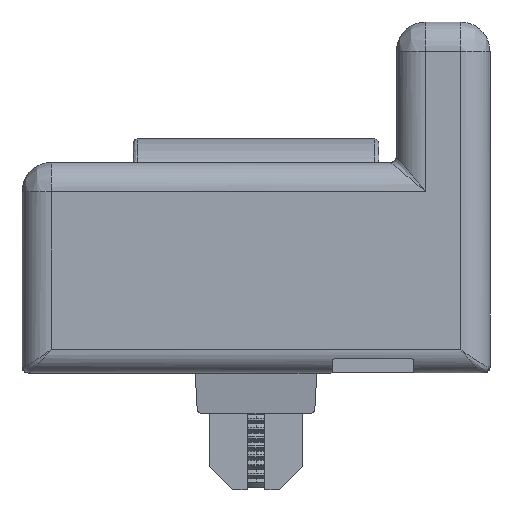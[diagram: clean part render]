
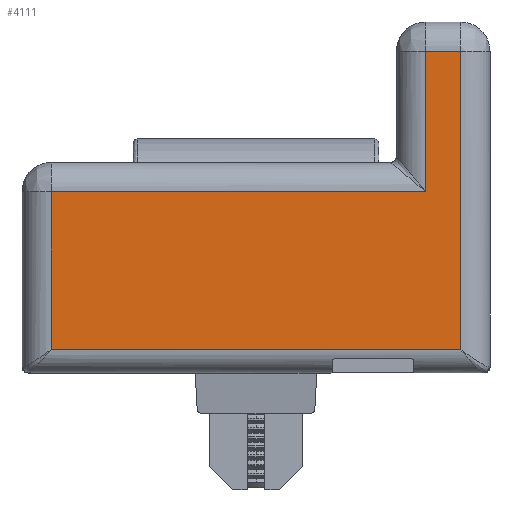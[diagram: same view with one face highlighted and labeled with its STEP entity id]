
A CAD part, left-side view. The second image highlights one B-rep face of the part: STEP entity #4111.
In plain terms, the highlighted planar face has unit normal (-1, 0, 0).
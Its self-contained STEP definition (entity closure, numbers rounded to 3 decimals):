
#216 = CARTESIAN_POINT ( 'NONE',  ( -40., -17.5, 25.5 ) ) ;
#746 = VECTOR ( 'NONE', #12633, 1000. ) ;
#759 = LINE ( 'NONE', #4964, #8894 ) ;
#988 = EDGE_CURVE ( 'NONE', #11311, #11234, #759, .T. ) ;
#1526 = EDGE_CURVE ( 'NONE', #11234, #11119, #7968, .T. ) ;
#1747 = CARTESIAN_POINT ( 'NONE',  ( -40., -17.5, 0. ) ) ;
#1812 = DIRECTION ( 'NONE',  ( 0., 0., -1. ) ) ;
#1825 = DIRECTION ( 'NONE',  ( 0., 1., 0. ) ) ;
#2020 = EDGE_LOOP ( 'NONE', ( #5494, #6807, #4456, #10473, #7854, #8180 ) ) ;
#2236 = FACE_OUTER_BOUND ( 'NONE', #2020, .T. ) ;
#2470 = CARTESIAN_POINT ( 'NONE',  ( -40., 17.5, 13.5 ) ) ;
#2582 = VECTOR ( 'NONE', #4082, 1000. ) ;
#2584 = CARTESIAN_POINT ( 'NONE',  ( -40., 20., 25.5 ) ) ;
#2594 = VERTEX_POINT ( 'NONE', #10370 ) ;
#2888 = CARTESIAN_POINT ( 'NONE',  ( -40., -17.5, 16. ) ) ;
#3193 = CARTESIAN_POINT ( 'NONE',  ( -40., 20., 13.5 ) ) ;
#3371 = VECTOR ( 'NONE', #7726, 1000. ) ;
#4082 = DIRECTION ( 'NONE',  ( 0., -1., 0. ) ) ;
#4111 = ADVANCED_FACE ( 'NONE', ( #2236 ), #6358, .F. ) ;
#4456 = ORIENTED_EDGE ( 'NONE', *, *, #7230, .F. ) ;
#4495 = CARTESIAN_POINT ( 'NONE',  ( -40., 17.5, 16. ) ) ;
#4921 = VECTOR ( 'NONE', #12642, 1000. ) ;
#4964 = CARTESIAN_POINT ( 'NONE',  ( -40., -20., 0. ) ) ;
#5494 = ORIENTED_EDGE ( 'NONE', *, *, #12118, .F. ) ;
#5900 = DIRECTION ( 'NONE',  ( 1., 0., 0. ) ) ;
#5940 = CARTESIAN_POINT ( 'NONE',  ( -40., 17.5, 0. ) ) ;
#5957 = EDGE_CURVE ( 'NONE', #2594, #10142, #6200, .T. ) ;
#6086 = AXIS2_PLACEMENT_3D ( 'NONE', #6744, #5900, #1825 ) ;
#6097 = DIRECTION ( 'NONE',  ( 0., 1., 0. ) ) ;
#6200 = LINE ( 'NONE', #11614, #746 ) ;
#6358 = PLANE ( 'NONE',  #6086 ) ;
#6410 = VECTOR ( 'NONE', #1812, 1000. ) ;
#6744 = CARTESIAN_POINT ( 'NONE',  ( -40., 20., 16. ) ) ;
#6807 = ORIENTED_EDGE ( 'NONE', *, *, #5957, .F. ) ;
#7230 = EDGE_CURVE ( 'NONE', #11119, #2594, #12779, .T. ) ;
#7538 = LINE ( 'NONE', #2888, #6410 ) ;
#7548 = EDGE_CURVE ( 'NONE', #12701, #11311, #7538, .T. ) ;
#7726 = DIRECTION ( 'NONE',  ( 0., -1., 0. ) ) ;
#7854 = ORIENTED_EDGE ( 'NONE', *, *, #988, .F. ) ;
#7968 = LINE ( 'NONE', #4495, #4921 ) ;
#8180 = ORIENTED_EDGE ( 'NONE', *, *, #7548, .F. ) ;
#8844 = CARTESIAN_POINT ( 'NONE',  ( -40., -14.5, 25.5 ) ) ;
#8894 = VECTOR ( 'NONE', #6097, 1000. ) ;
#9754 = LINE ( 'NONE', #2584, #3371 ) ;
#10142 = VERTEX_POINT ( 'NONE', #8844 ) ;
#10370 = CARTESIAN_POINT ( 'NONE',  ( -40., -14.5, 13.5 ) ) ;
#10473 = ORIENTED_EDGE ( 'NONE', *, *, #1526, .F. ) ;
#11119 = VERTEX_POINT ( 'NONE', #2470 ) ;
#11234 = VERTEX_POINT ( 'NONE', #5940 ) ;
#11311 = VERTEX_POINT ( 'NONE', #1747 ) ;
#11614 = CARTESIAN_POINT ( 'NONE',  ( -40., -14.5, 16. ) ) ;
#12118 = EDGE_CURVE ( 'NONE', #10142, #12701, #9754, .T. ) ;
#12633 = DIRECTION ( 'NONE',  ( 0., 0., 1. ) ) ;
#12642 = DIRECTION ( 'NONE',  ( 0., 0., 1. ) ) ;
#12701 = VERTEX_POINT ( 'NONE', #216 ) ;
#12779 = LINE ( 'NONE', #3193, #2582 ) ;
